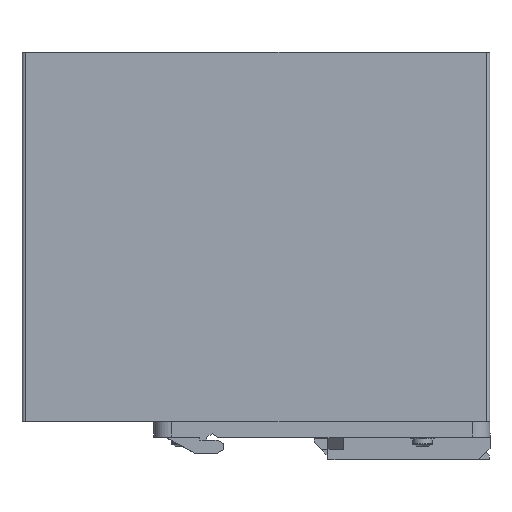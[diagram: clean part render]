
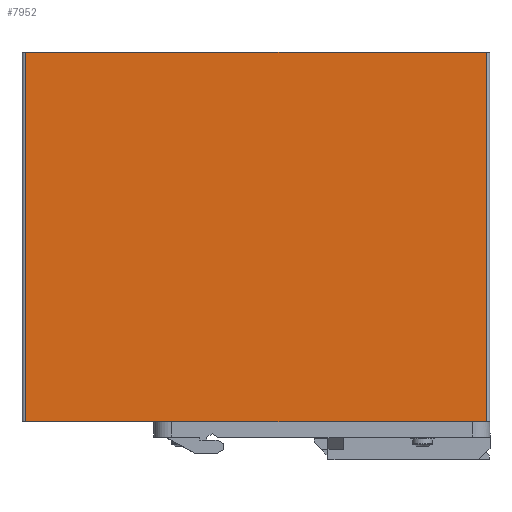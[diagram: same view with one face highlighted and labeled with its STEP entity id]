
A CAD part, left-side view. The second image highlights one B-rep face of the part: STEP entity #7952.
In plain terms, the highlighted planar face has unit normal (-1, 0, 0).
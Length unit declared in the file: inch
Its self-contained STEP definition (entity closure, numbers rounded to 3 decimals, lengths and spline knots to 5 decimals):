
#27 = EDGE_LOOP ( 'NONE', ( #36, #17519, #24996, #46988 ) ) ;
#36 = ORIENTED_EDGE ( 'NONE', *, *, #44616, .F. ) ;
#5090 = AXIS2_PLACEMENT_3D ( 'NONE', #45675, #42538, #27650 ) ;
#7952 = ADVANCED_FACE ( 'NONE', ( #39413 ), #17532, .F. ) ;
#8368 = VERTEX_POINT ( 'NONE', #31895 ) ;
#10762 = DIRECTION ( 'NONE',  ( 0., 0., -1. ) ) ;
#11473 = CARTESIAN_POINT ( 'NONE',  ( -2.11024, 0., 0. ) ) ;
#11922 = VECTOR ( 'NONE', #10762, 39.37008 ) ;
#12705 = CARTESIAN_POINT ( 'NONE',  ( -2.11024, 0., 0. ) ) ;
#13707 = LINE ( 'NONE', #46629, #22303 ) ;
#15026 = CARTESIAN_POINT ( 'NONE',  ( -2.11024, 0., 0. ) ) ;
#16613 = VERTEX_POINT ( 'NONE', #22835 ) ;
#16739 = EDGE_CURVE ( 'NONE', #33815, #16613, #29748, .T. ) ;
#16997 = VECTOR ( 'NONE', #41992, 39.37008 ) ;
#17519 = ORIENTED_EDGE ( 'NONE', *, *, #42886, .F. ) ;
#17532 = PLANE ( 'NONE',  #5090 ) ;
#18578 = CARTESIAN_POINT ( 'NONE',  ( -2.11024, 5.23622, -4.19291 ) ) ;
#22303 = VECTOR ( 'NONE', #31740, 39.37008 ) ;
#22835 = CARTESIAN_POINT ( 'NONE',  ( -2.11024, 0., -4.19291 ) ) ;
#23237 = CARTESIAN_POINT ( 'NONE',  ( -2.11024, 5.23622, 0. ) ) ;
#24996 = ORIENTED_EDGE ( 'NONE', *, *, #16739, .F. ) ;
#27650 = DIRECTION ( 'NONE',  ( 0., 0., -1. ) ) ;
#28775 = VERTEX_POINT ( 'NONE', #18578 ) ;
#29748 = LINE ( 'NONE', #11473, #11922 ) ;
#31740 = DIRECTION ( 'NONE',  ( 0., 1., 0. ) ) ;
#31895 = CARTESIAN_POINT ( 'NONE',  ( -2.11024, 5.23622, 0. ) ) ;
#33815 = VERTEX_POINT ( 'NONE', #12705 ) ;
#37154 = EDGE_CURVE ( 'NONE', #8368, #33815, #40977, .T. ) ;
#39413 = FACE_OUTER_BOUND ( 'NONE', #27, .T. ) ;
#39602 = VECTOR ( 'NONE', #44349, 39.37008 ) ;
#40977 = LINE ( 'NONE', #15026, #39602 ) ;
#41992 = DIRECTION ( 'NONE',  ( 0., 0., 1. ) ) ;
#42538 = DIRECTION ( 'NONE',  ( 1., 0., 0. ) ) ;
#42886 = EDGE_CURVE ( 'NONE', #16613, #28775, #13707, .T. ) ;
#44349 = DIRECTION ( 'NONE',  ( 0., -1., 0. ) ) ;
#44616 = EDGE_CURVE ( 'NONE', #28775, #8368, #45124, .T. ) ;
#45124 = LINE ( 'NONE', #23237, #16997 ) ;
#45675 = CARTESIAN_POINT ( 'NONE',  ( -2.11024, 0., 0. ) ) ;
#46629 = CARTESIAN_POINT ( 'NONE',  ( -2.11024, 0., -4.19291 ) ) ;
#46988 = ORIENTED_EDGE ( 'NONE', *, *, #37154, .F. ) ;
